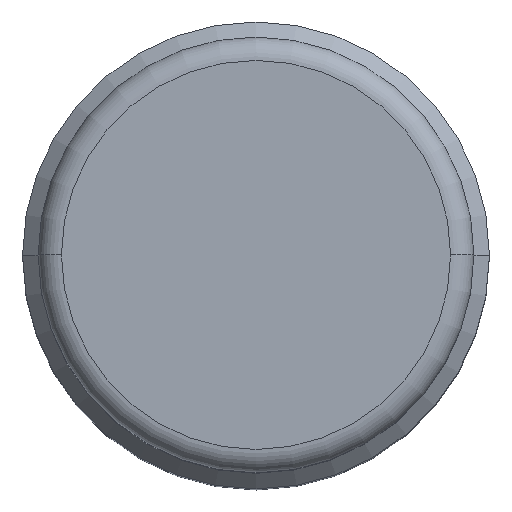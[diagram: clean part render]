
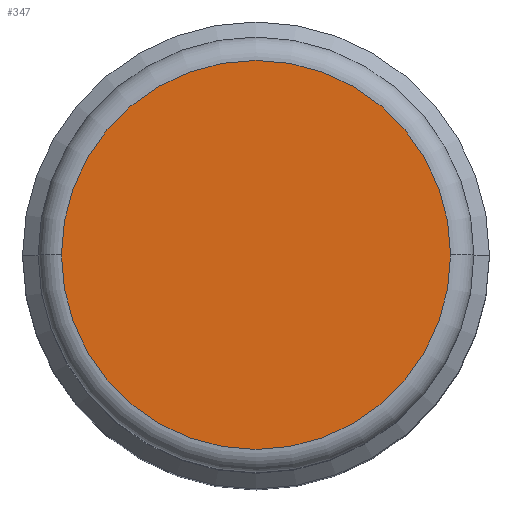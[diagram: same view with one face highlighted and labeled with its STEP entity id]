
A CAD part, top view. The second image highlights one B-rep face of the part: STEP entity #347.
In plain terms, the highlighted planar face has unit normal (0, 0, 1).
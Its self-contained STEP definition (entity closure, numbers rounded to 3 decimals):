
#69=CARTESIAN_POINT('',(0.,0.,18.));
#70=DIRECTION('',(0.,0.,1.));
#71=DIRECTION('',(-1.,0.,0.));
#72=AXIS2_PLACEMENT_3D('',#69,#70,#71);
#78=CARTESIAN_POINT('',(0.,0.,18.));
#79=DIRECTION('',(0.,0.,1.));
#80=DIRECTION('',(1.,0.,0.));
#81=AXIS2_PLACEMENT_3D('',#78,#79,#80);
#300=CARTESIAN_POINT('',(-12.5,0.,18.));
#301=CARTESIAN_POINT('',(12.5,0.,18.));
#302=VERTEX_POINT('',#300);
#303=VERTEX_POINT('',#301);
#336=CARTESIAN_POINT('',(0.,0.,18.));
#337=DIRECTION('',(0.,0.,1.));
#338=DIRECTION('',(1.,0.,0.));
#339=AXIS2_PLACEMENT_3D('',#336,#337,#338);
#340=PLANE('',#339);
#342=ORIENTED_EDGE('',*,*,#341,.F.);
#344=ORIENTED_EDGE('',*,*,#343,.F.);
#345=EDGE_LOOP('',(#342,#344));
#346=FACE_OUTER_BOUND('',#345,.F.);
#347=ADVANCED_FACE('',(#346),#340,.T.);
#73=CIRCLE('',#72,12.5);
#82=CIRCLE('',#81,12.5);
#341=EDGE_CURVE('',#302,#303,#73,.T.);
#343=EDGE_CURVE('',#303,#302,#82,.T.);
